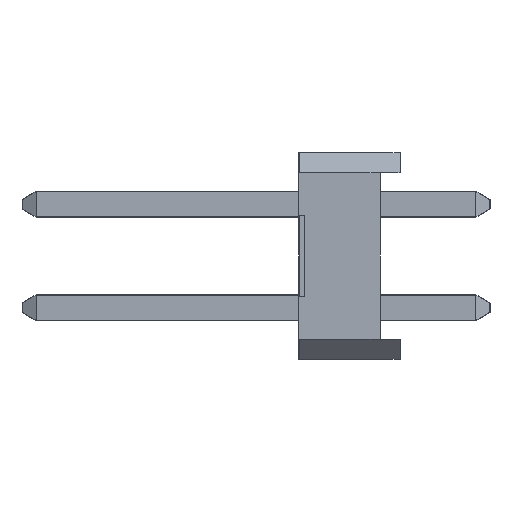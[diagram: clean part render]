
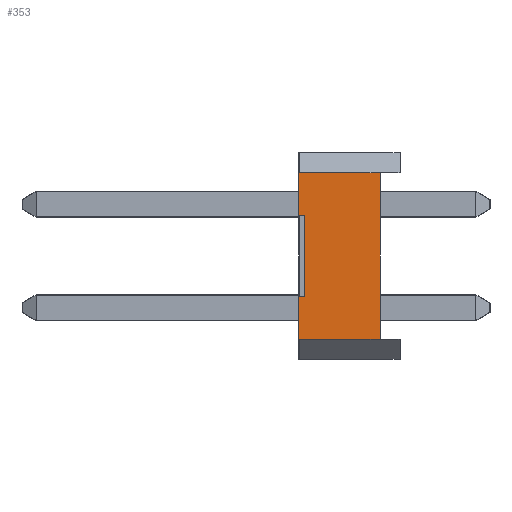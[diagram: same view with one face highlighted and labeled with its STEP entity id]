
A CAD part, left-side view. The second image highlights one B-rep face of the part: STEP entity #353.
In plain terms, the highlighted planar face has unit normal (-1, 0, 0).
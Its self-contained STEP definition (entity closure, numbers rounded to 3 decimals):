
#63 = AXIS2_PLACEMENT_3D ( 'NONE', #2498, #963, #1324 ) ;
#121 = EDGE_CURVE ( 'NONE', #3156, #3636, #778, .T. ) ;
#205 = LINE ( 'NONE', #2893, #655 ) ;
#217 = DIRECTION ( 'NONE',  ( 0., 0., 1. ) ) ;
#270 = CARTESIAN_POINT ( 'NONE',  ( -1.27, -4.081, 2.04 ) ) ;
#305 = VERTEX_POINT ( 'NONE', #2112 ) ;
#353 = ADVANCED_FACE ( 'NONE', ( #1566 ), #931, .T. ) ;
#457 = VERTEX_POINT ( 'NONE', #3832 ) ;
#458 = CIRCLE ( 'NONE', #63, 0.01 ) ;
#577 = ORIENTED_EDGE ( 'NONE', *, *, #3414, .F. ) ;
#655 = VECTOR ( 'NONE', #3957, 1000. ) ;
#752 = DIRECTION ( 'NONE',  ( -1., 0., 0. ) ) ;
#778 = LINE ( 'NONE', #1660, #3770 ) ;
#893 = CARTESIAN_POINT ( 'NONE',  ( -1.27, 2.5, 2.03 ) ) ;
#904 = CARTESIAN_POINT ( 'NONE',  ( -1.27, 2.49, -1.01 ) ) ;
#931 = PLANE ( 'NONE',  #1556 ) ;
#963 = DIRECTION ( 'NONE',  ( -1., 0., 0. ) ) ;
#977 = CARTESIAN_POINT ( 'NONE',  ( -1.27, 2.49, -2.03 ) ) ;
#1020 = VERTEX_POINT ( 'NONE', #893 ) ;
#1042 = CARTESIAN_POINT ( 'NONE',  ( -1.27, 2.35, -1. ) ) ;
#1048 = VERTEX_POINT ( 'NONE', #3410 ) ;
#1065 = ORIENTED_EDGE ( 'NONE', *, *, #2688, .T. ) ;
#1181 = VERTEX_POINT ( 'NONE', #2585 ) ;
#1188 = ORIENTED_EDGE ( 'NONE', *, *, #1861, .F. ) ;
#1225 = EDGE_CURVE ( 'NONE', #2348, #3009, #3508, .T. ) ;
#1273 = VERTEX_POINT ( 'NONE', #1501 ) ;
#1324 = DIRECTION ( 'NONE',  ( 0., 0., 1. ) ) ;
#1387 = VECTOR ( 'NONE', #3785, 1000. ) ;
#1450 = ORIENTED_EDGE ( 'NONE', *, *, #2407, .T. ) ;
#1501 = CARTESIAN_POINT ( 'NONE',  ( -1.27, 2.49, 1. ) ) ;
#1503 = LINE ( 'NONE', #2064, #3917 ) ;
#1548 = DIRECTION ( 'NONE',  ( -1., 0., 0. ) ) ;
#1556 = AXIS2_PLACEMENT_3D ( 'NONE', #270, #1548, #2132 ) ;
#1566 = FACE_OUTER_BOUND ( 'NONE', #3865, .T. ) ;
#1580 = VERTEX_POINT ( 'NONE', #3668 ) ;
#1634 = AXIS2_PLACEMENT_3D ( 'NONE', #904, #3933, #217 ) ;
#1660 = CARTESIAN_POINT ( 'NONE',  ( -1.27, 0.5, 2.04 ) ) ;
#1687 = CARTESIAN_POINT ( 'NONE',  ( -1.27, -4.081, -2.04 ) ) ;
#1728 = EDGE_CURVE ( 'NONE', #1048, #1181, #2211, .T. ) ;
#1774 = CARTESIAN_POINT ( 'NONE',  ( -1.27, 2.35, -1. ) ) ;
#1792 = CARTESIAN_POINT ( 'NONE',  ( -1.27, 2.35, -1. ) ) ;
#1836 = VECTOR ( 'NONE', #2667, 1000. ) ;
#1861 = EDGE_CURVE ( 'NONE', #305, #1020, #205, .T. ) ;
#1898 = VECTOR ( 'NONE', #2231, 1000. ) ;
#1955 = EDGE_CURVE ( 'NONE', #305, #1273, #458, .T. ) ;
#1971 = LINE ( 'NONE', #1687, #1898 ) ;
#1983 = CARTESIAN_POINT ( 'NONE',  ( -1.27, 0.5, -2.04 ) ) ;
#2057 = VERTEX_POINT ( 'NONE', #1774 ) ;
#2064 = CARTESIAN_POINT ( 'NONE',  ( -1.27, -4.081, 2.04 ) ) ;
#2086 = LINE ( 'NONE', #1792, #2093 ) ;
#2093 = VECTOR ( 'NONE', #3018, 1000. ) ;
#2112 = CARTESIAN_POINT ( 'NONE',  ( -1.27, 2.5, 1.01 ) ) ;
#2132 = DIRECTION ( 'NONE',  ( 0., 0., 1. ) ) ;
#2137 = ORIENTED_EDGE ( 'NONE', *, *, #121, .T. ) ;
#2206 = ORIENTED_EDGE ( 'NONE', *, *, #1728, .T. ) ;
#2211 = CIRCLE ( 'NONE', #2664, 0.01 ) ;
#2221 = DIRECTION ( 'NONE',  ( -1., 0., 0. ) ) ;
#2231 = DIRECTION ( 'NONE',  ( 0., 1., 0. ) ) ;
#2245 = EDGE_CURVE ( 'NONE', #1048, #3009, #2544, .T. ) ;
#2292 = DIRECTION ( 'NONE',  ( 0., 0., 1. ) ) ;
#2348 = VERTEX_POINT ( 'NONE', #3554 ) ;
#2407 = EDGE_CURVE ( 'NONE', #3636, #457, #1503, .T. ) ;
#2498 = CARTESIAN_POINT ( 'NONE',  ( -1.27, 2.49, 1.01 ) ) ;
#2541 = LINE ( 'NONE', #3189, #1387 ) ;
#2544 = LINE ( 'NONE', #3542, #3646 ) ;
#2585 = CARTESIAN_POINT ( 'NONE',  ( -1.27, 2.49, -2.04 ) ) ;
#2631 = ORIENTED_EDGE ( 'NONE', *, *, #3519, .F. ) ;
#2664 = AXIS2_PLACEMENT_3D ( 'NONE', #977, #2221, #3798 ) ;
#2667 = DIRECTION ( 'NONE',  ( 0., 1., 0. ) ) ;
#2688 = EDGE_CURVE ( 'NONE', #2057, #2348, #3901, .T. ) ;
#2722 = ORIENTED_EDGE ( 'NONE', *, *, #1955, .T. ) ;
#2741 = CIRCLE ( 'NONE', #3456, 0.01 ) ;
#2893 = CARTESIAN_POINT ( 'NONE',  ( -1.27, 2.5, 2.04 ) ) ;
#3009 = VERTEX_POINT ( 'NONE', #3196 ) ;
#3018 = DIRECTION ( 'NONE',  ( 0., 0., 1. ) ) ;
#3061 = CARTESIAN_POINT ( 'NONE',  ( -1.27, 0.5, 2.04 ) ) ;
#3156 = VERTEX_POINT ( 'NONE', #1983 ) ;
#3189 = CARTESIAN_POINT ( 'NONE',  ( -1.27, 2.35, 1. ) ) ;
#3196 = CARTESIAN_POINT ( 'NONE',  ( -1.27, 2.5, -1.01 ) ) ;
#3210 = CARTESIAN_POINT ( 'NONE',  ( -1.27, 2.49, 2.03 ) ) ;
#3219 = DIRECTION ( 'NONE',  ( 0., 0., 1. ) ) ;
#3262 = ORIENTED_EDGE ( 'NONE', *, *, #3540, .F. ) ;
#3410 = CARTESIAN_POINT ( 'NONE',  ( -1.27, 2.5, -2.03 ) ) ;
#3414 = EDGE_CURVE ( 'NONE', #2057, #1580, #2086, .T. ) ;
#3456 = AXIS2_PLACEMENT_3D ( 'NONE', #3210, #752, #2292 ) ;
#3464 = EDGE_CURVE ( 'NONE', #457, #1020, #2741, .T. ) ;
#3496 = DIRECTION ( 'NONE',  ( 0., 0., 1. ) ) ;
#3508 = CIRCLE ( 'NONE', #1634, 0.01 ) ;
#3519 = EDGE_CURVE ( 'NONE', #3156, #1181, #1971, .T. ) ;
#3540 = EDGE_CURVE ( 'NONE', #1580, #1273, #2541, .T. ) ;
#3542 = CARTESIAN_POINT ( 'NONE',  ( -1.27, 2.5, 2.04 ) ) ;
#3554 = CARTESIAN_POINT ( 'NONE',  ( -1.27, 2.49, -1. ) ) ;
#3555 = ORIENTED_EDGE ( 'NONE', *, *, #2245, .F. ) ;
#3608 = ORIENTED_EDGE ( 'NONE', *, *, #1225, .T. ) ;
#3636 = VERTEX_POINT ( 'NONE', #3061 ) ;
#3646 = VECTOR ( 'NONE', #3496, 1000. ) ;
#3668 = CARTESIAN_POINT ( 'NONE',  ( -1.27, 2.35, 1. ) ) ;
#3770 = VECTOR ( 'NONE', #3219, 1000. ) ;
#3785 = DIRECTION ( 'NONE',  ( 0., 1., 0. ) ) ;
#3798 = DIRECTION ( 'NONE',  ( 0., 0., 1. ) ) ;
#3827 = ORIENTED_EDGE ( 'NONE', *, *, #3464, .T. ) ;
#3832 = CARTESIAN_POINT ( 'NONE',  ( -1.27, 2.49, 2.04 ) ) ;
#3865 = EDGE_LOOP ( 'NONE', ( #1450, #3827, #1188, #2722, #3262, #577, #1065, #3608, #3555, #2206, #2631, #2137 ) ) ;
#3901 = LINE ( 'NONE', #1042, #1836 ) ;
#3917 = VECTOR ( 'NONE', #3935, 1000. ) ;
#3933 = DIRECTION ( 'NONE',  ( -1., 0., 0. ) ) ;
#3935 = DIRECTION ( 'NONE',  ( 0., 1., 0. ) ) ;
#3957 = DIRECTION ( 'NONE',  ( 0., 0., 1. ) ) ;
